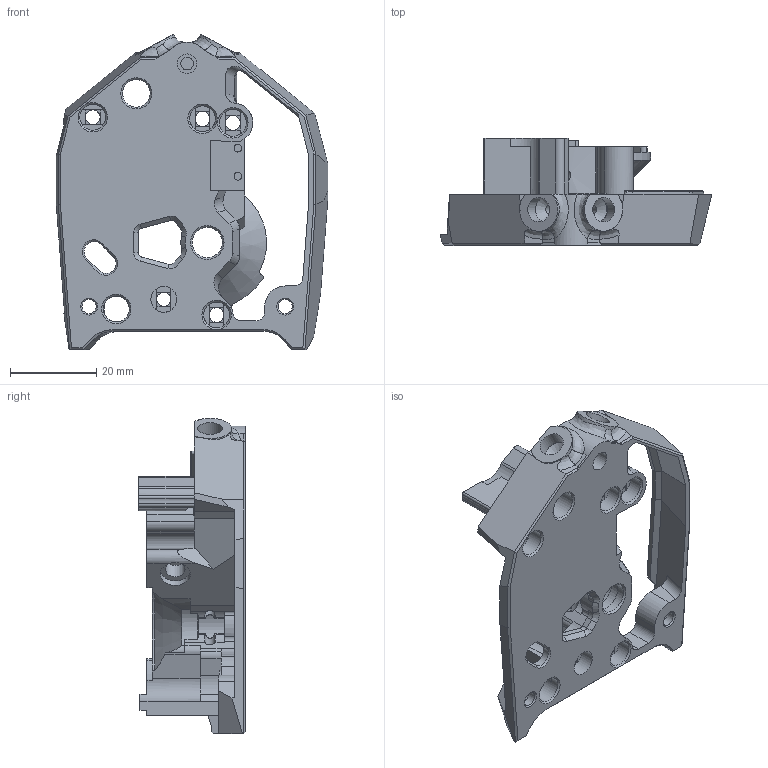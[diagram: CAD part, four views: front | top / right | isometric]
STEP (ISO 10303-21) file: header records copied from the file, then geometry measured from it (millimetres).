
FILE_DESCRIPTION(/* description */ ('','CAx-IF Rec.Pracs.---Representation and Presentation of Product Manufacturing Information (PMI)---4.0---2014-10-13'),/* implementation_level */ '2;1');
FILE_NAME(/* name */ 'Dual filament path v1.step',/* time_stamp */ '2025-06-02T21:27:29+08:00',/* author */ (''),/* organization */ (''),/* preprocessor_version */ 'ST-DEVELOPER v20',/* originating_system */ 'Autodesk Translation Framework v13.20.0.188',/* authorisation */ '');
FILE_SCHEMA (('AP242_MANAGED_MODEL_BASED_3D_ENGINEERING_MIM_LF { 1 0 10303 442 1 1 4 }'));
Length unit declared in the file: millimetre
Products named in the file (1): Dual filament path
Bounding box: 62.85 x 24.7 x 72.97 mm (x, y, z)
Volume: 23360.6 mm3; surface area: 15369.7 mm2
Topology: 1 solids, 1 shells, 492 faces, 1365 edges, 879 vertices
Faces by surface type: plane 254, cylinder 161, bspline 38, cone 35, torus 4
Full cylindrical faces by diameter (mm): 1.8 x2, 2 x1, 2.2 x1, 2.4 x5, 2.93 x2, 3.2 x1, 3.3 x2, 3.4 x4, 4.2 x1, 4.5 x5, 5.7 x2, 6 x7, 6.248 x1, 6.4 x1, 7 x2, 8.2 x1
Entity records: 17127 total; most frequent: CARTESIAN_POINT 4427, ORIENTED_EDGE 2730, DIRECTION 2594, EDGE_CURVE 1365, AXIS2_PLACEMENT_3D 904, VERTEX_POINT 879, LINE 786, VECTOR 786
